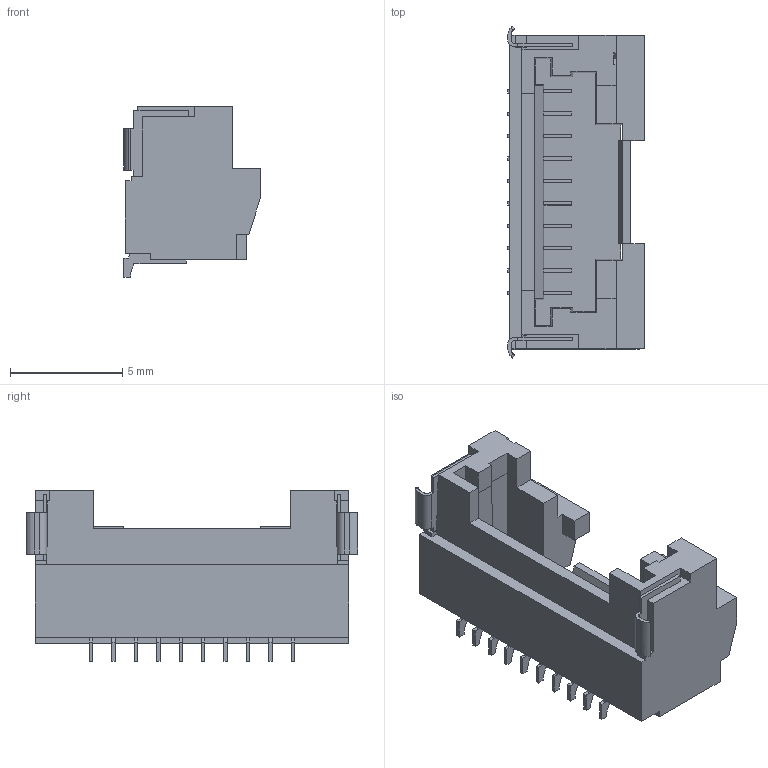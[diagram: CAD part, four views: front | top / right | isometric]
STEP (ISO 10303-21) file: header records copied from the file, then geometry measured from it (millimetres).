
FILE_DESCRIPTION(('CoCreate Modeling STEP Export'),'2;1');
FILE_NAME('DF50A-10P-1H(51).stp','2013-03-28T20:07:10',(''),(''),'CoCreate Modeling STEP processor for AP214 (Solid Model)','CoCreate Modeling 17.0 01-Apr-2010 (C) Parametric Technology GmbH','');
FILE_SCHEMA(('AUTOMOTIVE_DESIGN { 1 0 10303 214 1 1 1 1 }'));
Length unit declared in the file: millimetre
Products named in the file (1): DF50A-10P-1H
Bounding box: 6.08 x 14.81 x 7.6 mm (x, y, z)
Volume: 261.3 mm3; surface area: 592.1 mm2
Topology: 1 solids, 1 shells, 289 faces, 843 edges, 556 vertices
Faces by surface type: plane 279, cylinder 10
Entity records: 9284 total; most frequent: CARTESIAN_POINT 1747, ORIENTED_EDGE 1686, DIRECTION 1374, EDGE_CURVE 843, VECTOR 808, LINE 808, VERTEX_POINT 556, EDGE_LOOP 289
